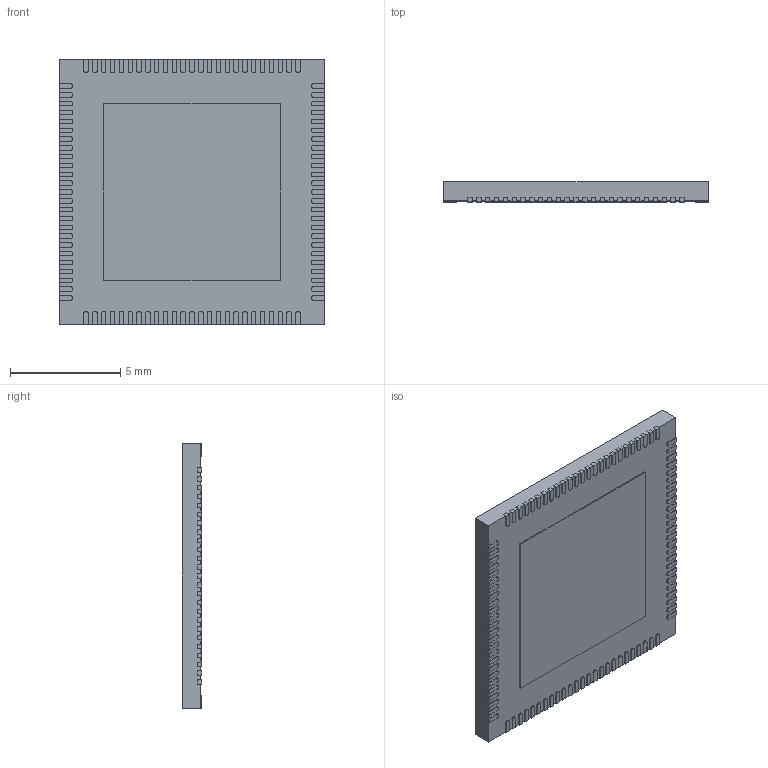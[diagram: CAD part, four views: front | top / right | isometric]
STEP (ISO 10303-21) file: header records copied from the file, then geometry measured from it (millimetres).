
FILE_DESCRIPTION (( 'STEP AP214' ), '1' );
FILE_NAME ('100-VQFN_C04-407.STEP', '2024-02-15T14:50:46', ( 'LENOVO' ), ( '' ), 'SwSTEP 2.0', 'SolidWorks 2021', '' );
FILE_SCHEMA (( 'AUTOMOTIVE_DESIGN' ));
Length unit declared in the file: millimetre
Products named in the file (1): 100-VQFN_C04-407
Bounding box: 12 x 0.9 x 12 mm (x, y, z)
Volume: 126.2 mm3; surface area: 540.5 mm2
Topology: 103 solids, 103 shells, 1074 faces, 2598 edges, 1732 vertices
Faces by surface type: plane 820, cylinder 254
Entity records: 32122 total; most frequent: CARTESIAN_POINT 5405, DIRECTION 5256, ORIENTED_EDGE 5196, EDGE_CURVE 2598, LINE 2090, VECTOR 2090, VERTEX_POINT 1732, AXIS2_PLACEMENT_3D 1583
